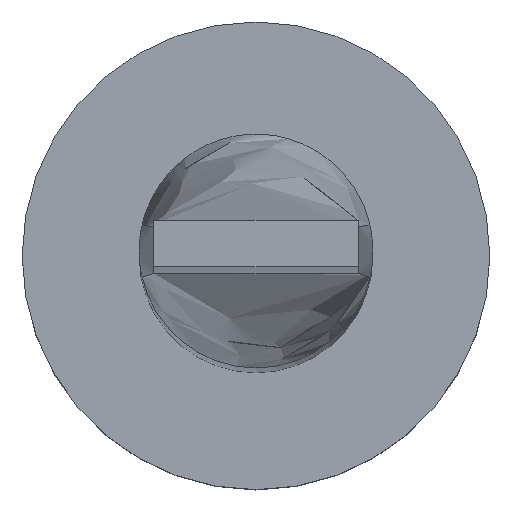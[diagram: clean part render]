
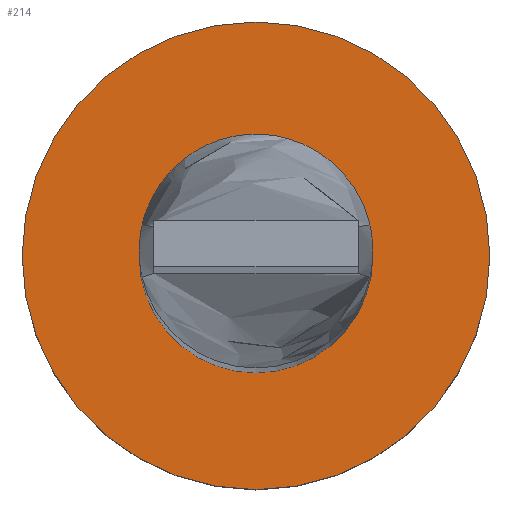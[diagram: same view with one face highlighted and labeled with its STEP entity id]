
A CAD part, top view. The second image highlights one B-rep face of the part: STEP entity #214.
In plain terms, the highlighted planar face has unit normal (0, 0, 1).
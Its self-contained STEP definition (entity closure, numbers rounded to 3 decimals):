
#10 = CIRCLE ( 'NONE', #61, 2. ) ;
#24 = VERTEX_POINT ( 'NONE', #558 ) ;
#54 = CARTESIAN_POINT ( 'NONE',  ( 2., 0., 3. ) ) ;
#61 = AXIS2_PLACEMENT_3D ( 'NONE', #220, #297, #218 ) ;
#66 = VERTEX_POINT ( 'NONE', #188 ) ;
#88 = DIRECTION ( 'NONE',  ( 1., 0., 0. ) ) ;
#94 = CARTESIAN_POINT ( 'NONE',  ( 0., 0., 3. ) ) ;
#106 = EDGE_CURVE ( 'NONE', #363, #24, #530, .T. ) ;
#121 = ORIENTED_EDGE ( 'NONE', *, *, #106, .T. ) ;
#136 = CIRCLE ( 'NONE', #176, 2. ) ;
#146 = CIRCLE ( 'NONE', #564, 4. ) ;
#159 = FACE_BOUND ( 'NONE', #383, .T. ) ;
#162 = AXIS2_PLACEMENT_3D ( 'NONE', #565, #334, #364 ) ;
#176 = AXIS2_PLACEMENT_3D ( 'NONE', #432, #340, #430 ) ;
#188 = CARTESIAN_POINT ( 'NONE',  ( -2., 0., 3. ) ) ;
#201 = VERTEX_POINT ( 'NONE', #54 ) ;
#206 = FACE_OUTER_BOUND ( 'NONE', #373, .T. ) ;
#214 = ADVANCED_FACE ( 'NONE', ( #159, #206 ), #323, .T. ) ;
#218 = DIRECTION ( 'NONE',  ( 1., 0., 0. ) ) ;
#220 = CARTESIAN_POINT ( 'NONE',  ( 0., 0., 3. ) ) ;
#240 = AXIS2_PLACEMENT_3D ( 'NONE', #94, #351, #271 ) ;
#245 = ORIENTED_EDGE ( 'NONE', *, *, #349, .F. ) ;
#271 = DIRECTION ( 'NONE',  ( 1., 0., 0. ) ) ;
#297 = DIRECTION ( 'NONE',  ( 0., 0., 1. ) ) ;
#301 = DIRECTION ( 'NONE',  ( 0., 0., 1. ) ) ;
#311 = CARTESIAN_POINT ( 'NONE',  ( 0., 0., 3. ) ) ;
#323 = PLANE ( 'NONE',  #162 ) ;
#334 = DIRECTION ( 'NONE',  ( 0., 0., 1. ) ) ;
#340 = DIRECTION ( 'NONE',  ( 0., 0., 1. ) ) ;
#349 = EDGE_CURVE ( 'NONE', #201, #66, #10, .T. ) ;
#351 = DIRECTION ( 'NONE',  ( 0., 0., 1. ) ) ;
#363 = VERTEX_POINT ( 'NONE', #521 ) ;
#364 = DIRECTION ( 'NONE',  ( 1., 0., 0. ) ) ;
#367 = EDGE_CURVE ( 'NONE', #66, #201, #136, .T. ) ;
#373 = EDGE_LOOP ( 'NONE', ( #568, #121 ) ) ;
#375 = ORIENTED_EDGE ( 'NONE', *, *, #367, .F. ) ;
#383 = EDGE_LOOP ( 'NONE', ( #375, #245 ) ) ;
#430 = DIRECTION ( 'NONE',  ( 1., 0., 0. ) ) ;
#432 = CARTESIAN_POINT ( 'NONE',  ( 0., 0., 3. ) ) ;
#521 = CARTESIAN_POINT ( 'NONE',  ( 4., 0., 3. ) ) ;
#526 = EDGE_CURVE ( 'NONE', #24, #363, #146, .T. ) ;
#530 = CIRCLE ( 'NONE', #240, 4. ) ;
#558 = CARTESIAN_POINT ( 'NONE',  ( -4., 0., 3. ) ) ;
#564 = AXIS2_PLACEMENT_3D ( 'NONE', #311, #301, #88 ) ;
#565 = CARTESIAN_POINT ( 'NONE',  ( 0., 0., 3. ) ) ;
#568 = ORIENTED_EDGE ( 'NONE', *, *, #526, .T. ) ;
